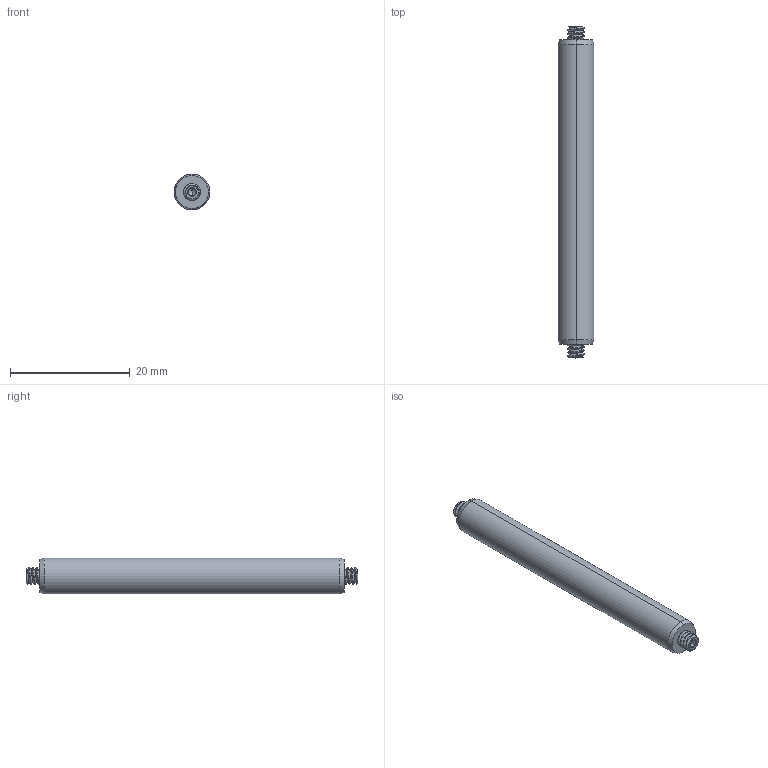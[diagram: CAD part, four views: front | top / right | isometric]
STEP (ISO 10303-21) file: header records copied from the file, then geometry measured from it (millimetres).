
FILE_DESCRIPTION (( 'STEP AP214' ), '1' );
FILE_NAME ('0780-E0W.step', '2022-09-23T13:02:03', ( '' ), ( '' ), 'SwSTEP 2.0', 'SolidWorks 2022', '' );
FILE_SCHEMA (( 'AUTOMOTIVE_DESIGN' ));
Length unit declared in the file: inch
Products named in the file (1): 0780-E0W
Bounding box: 5.99 x 55.37 x 5.99 mm (x, y, z)
Volume: 1437.1 mm3; surface area: 1266.3 mm2
Topology: 3 solids, 3 shells, 122 faces, 296 edges, 172 vertices
Faces by surface type: cone 44, cylinder 44, plane 28, bspline 6
Entity records: 7542 total; most frequent: CARTESIAN_POINT 3415, ORIENTED_EDGE 568, DIRECTION 462, EDGE_CURVE 284, AXIS2_PLACEMENT_3D 177, VERTEX_POINT 172, LENGTH_MEASURE_WITH_UNIT 127, DIMENSIONAL_EXPONENTS 127
